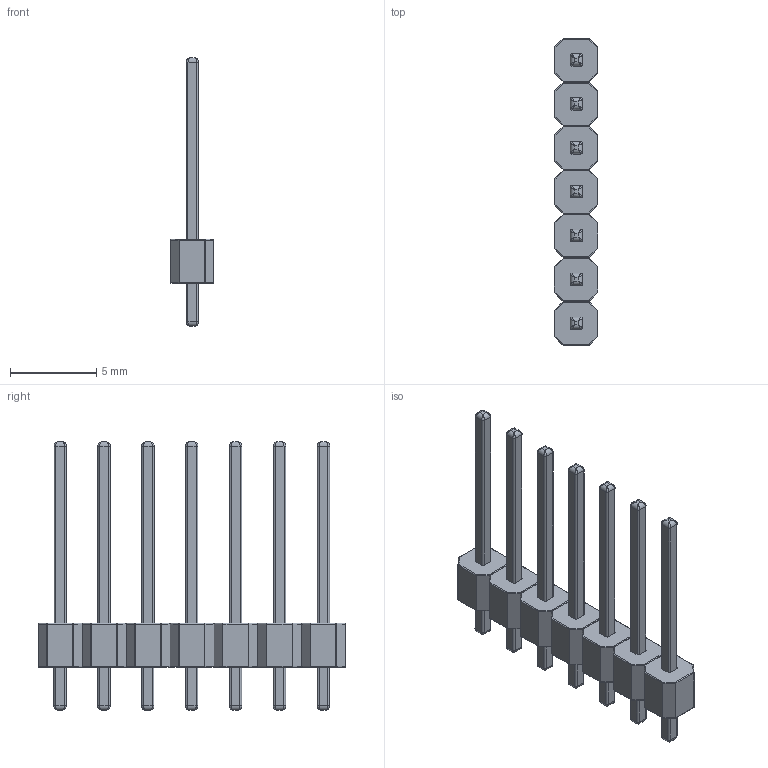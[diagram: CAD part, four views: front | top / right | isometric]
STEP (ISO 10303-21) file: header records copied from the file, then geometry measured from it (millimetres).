
FILE_DESCRIPTION(/* description */ (''),/* implementation_level */ '2;1');
FILE_NAME(/* name */ 'Header 7.step',/* time_stamp */ '2024-09-19T19:04:56+02:00',/* author */ (''),/* organization */ (''),/* preprocessor_version */ 'ST-DEVELOPER v20',/* originating_system */ 'Autodesk Translation Framework v13.14.0.145',/* authorisation */ '');
FILE_SCHEMA (('AUTOMOTIVE_DESIGN { 1 0 10303 214 3 1 1 }'));
Length unit declared in the file: millimetre
Products named in the file (2): Header 1; Header 1 pin
Assembly tree (1 placements, depth 2):
  Header 1
    Header 1 pin
Bounding box: 2.54 x 17.78 x 15.54 mm (x, y, z)
Volume: 276.8 mm3; surface area: 883.8 mm2
Topology: 13 solids, 13 shells, 1092 faces, 2288 edges, 1144 vertices
Faces by surface type: cylinder 520, plane 260, sphere 208, bspline 104
Entity records: 29660 total; most frequent: CARTESIAN_POINT 6399, DIRECTION 5206, ORIENTED_EDGE 4368, EDGE_CURVE 2184, AXIS2_PLACEMENT_3D 2031, LINE 1144, VECTOR 1144, VERTEX_POINT 1144
